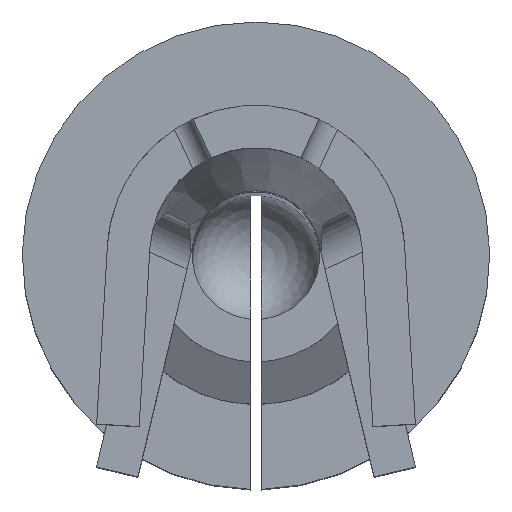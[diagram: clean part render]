
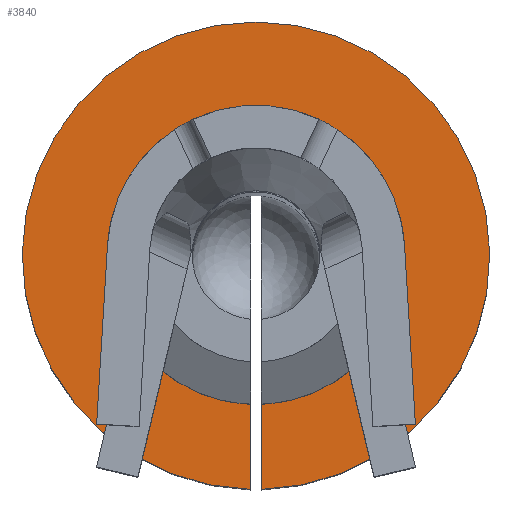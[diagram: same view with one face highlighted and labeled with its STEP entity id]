
A CAD part, top view. The second image highlights one B-rep face of the part: STEP entity #3840.
In plain terms, the highlighted planar face has unit normal (0, 0, 1).
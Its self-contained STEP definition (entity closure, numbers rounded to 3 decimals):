
#610=CARTESIAN_POINT('',(76.788,145.549,
2.024));
#620=DIRECTION('',(0.,0.,1.));
#630=DIRECTION('',(-1.,0.,0.));
#640=AXIS2_PLACEMENT_3D('',#610,#620,#630);
#650=PLANE('',#640);
#2340=CARTESIAN_POINT('',(76.813,145.55,
2.024));
#2350=VERTEX_POINT('',#2340);
#2400=CARTESIAN_POINT('',(76.813,146.249,
2.024));
#2410=DIRECTION('',(0.,1.,0.));
#2420=VECTOR('',#2410,1.);
#2430=LINE('',#2400,#2420);
#2440=CARTESIAN_POINT('',(76.813,145.15,
2.024));
#2450=VERTEX_POINT('',#2440);
#2460=EDGE_CURVE('',#2450,#2350,#2430,.T.);
#3180=CARTESIAN_POINT('',(76.763,145.55,
2.024));
#3190=VERTEX_POINT('',#3180);
#3220=CARTESIAN_POINT('',(76.788,146.249,
2.024));
#3230=DIRECTION('',(0.,0.,1.));
#3240=DIRECTION('',(1.,0.,0.));
#3250=AXIS2_PLACEMENT_3D('',#3220,#3230,#3240);
#3260=CIRCLE('',#3250,0.7);
#3270=EDGE_CURVE('',#2350,#3190,#3260,.T.);
#3450=CARTESIAN_POINT('',(76.788,146.249,
2.024));
#3460=DIRECTION('',(0.,0.,1.));
#3470=DIRECTION('',(0.,-1.,0.));
#3480=AXIS2_PLACEMENT_3D('',#3450,#3460,#3470);
#3490=CIRCLE('',#3480,1.1);
#3500=CARTESIAN_POINT('',(76.763,145.15,
2.024));
#3510=VERTEX_POINT('',#3500);
#3520=EDGE_CURVE('',#2450,#3510,#3490,.T.);
#3730=ORIENTED_EDGE('',*,*,#3270,.F.);
#3740=CARTESIAN_POINT('',(76.763,146.249,
2.024));
#3750=DIRECTION('',(0.,1.,0.));
#3760=VECTOR('',#3750,1.);
#3770=LINE('',#3740,#3760);
#3780=EDGE_CURVE('',#3510,#3190,#3770,.T.);
#3790=ORIENTED_EDGE('',*,*,#3780,.T.);
#3800=ORIENTED_EDGE('',*,*,#3520,.T.);
#3810=ORIENTED_EDGE('',*,*,#2460,.F.);
#3820=EDGE_LOOP('',(#3810,#3800,#3790,#3730));
#3830=FACE_OUTER_BOUND('',#3820,.T.);
#3840=ADVANCED_FACE('',(#3830),#650,.T.);
